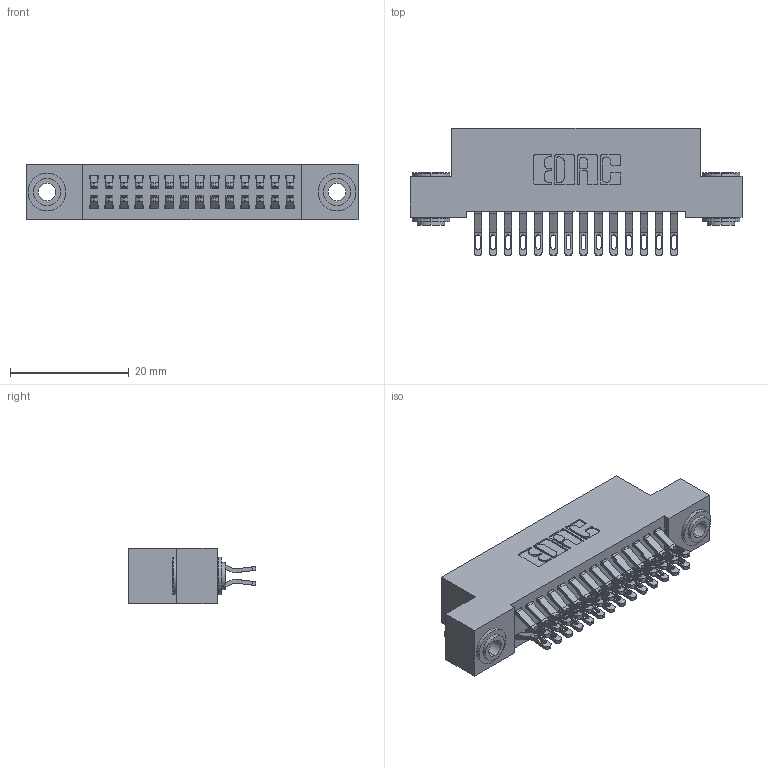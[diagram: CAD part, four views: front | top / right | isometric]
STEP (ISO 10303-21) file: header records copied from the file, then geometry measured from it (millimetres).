
FILE_DESCRIPTION (( 'STEP AP203' ), '1' );
FILE_NAME ('392-028-555-203.STEP', '2018-08-15T21:20:57', ( '' ), ( '' ), 'SwSTEP 2.0', 'SolidWorks 2016', '' );
FILE_SCHEMA (( 'CONFIG_CONTROL_DESIGN' ));
Length unit declared in the file: inch
Products named in the file (4): 345-292-001_555 Tail; 342-250-002_345-250-002-102; 392-028-555-203; 342 Part_.156 TH
Assembly tree (31 placements, depth 2):
  392-028-555-203
    342 Part_.156 TH
    345-292-001_555 Tail  x28
    342-250-002_345-250-002-102  x2
Bounding box: 55.88 x 21.47 x 9.4 mm (x, y, z)
Volume: 4988.9 mm3; surface area: 7915.8 mm2
Topology: 31 solids, 31 shells, 1772 faces, 5499 edges, 3662 vertices
Faces by surface type: plane 1028, cylinder 736, cone 8
Entity records: 13472 total; most frequent: CARTESIAN_POINT 2275, ORIENTED_EDGE 2174, DIRECTION 1997, EDGE_CURVE 1087, LINE 915, VECTOR 915, VERTEX_POINT 722, AXIS2_PLACEMENT_3D 541
